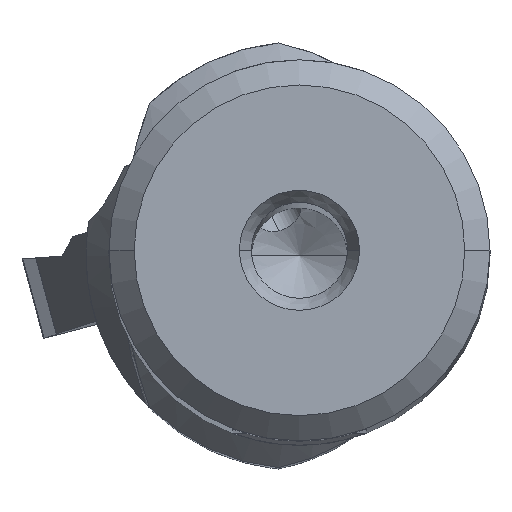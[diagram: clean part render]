
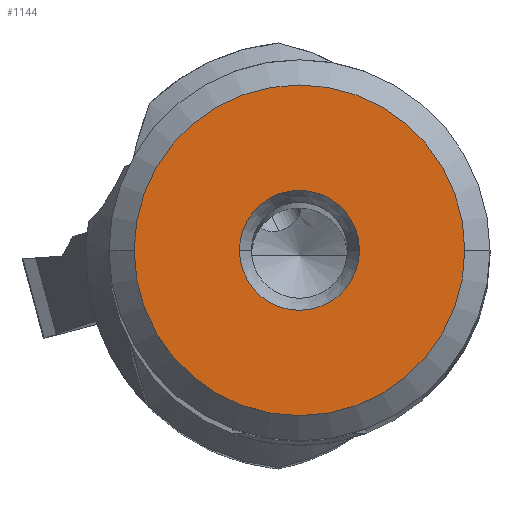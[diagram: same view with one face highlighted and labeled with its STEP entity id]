
A CAD part, top view. The second image highlights one B-rep face of the part: STEP entity #1144.
In plain terms, the highlighted planar face has unit normal (0, 0, 1).
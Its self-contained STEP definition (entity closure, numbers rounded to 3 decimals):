
#1144=ADVANCED_FACE('',(#1501,#1502),#1293,.T.);
#1293=PLANE('',#4341);
#1344=CIRCLE('',#4335,6.888);
#1345=CIRCLE('',#4337,6.888);
#1346=CIRCLE('',#4339,2.5);
#1347=CIRCLE('',#4340,2.5);
#1501=FACE_BOUND('',#1557,.T.);
#1502=FACE_BOUND('',#1558,.T.);
#1557=EDGE_LOOP('',(#1890,#1891));
#1558=EDGE_LOOP('',(#1892,#1893));
#1890=ORIENTED_EDGE('',*,*,#3049,.F.);
#1891=ORIENTED_EDGE('',*,*,#3046,.F.);
#1892=ORIENTED_EDGE('',*,*,#3050,.F.);
#1893=ORIENTED_EDGE('',*,*,#3051,.F.);
#2694=VERTEX_POINT('',#5849);
#2695=VERTEX_POINT('',#5850);
#2696=VERTEX_POINT('',#5857);
#2697=VERTEX_POINT('',#5858);
#3046=EDGE_CURVE('',#2694,#2695,#1344,.T.);
#3049=EDGE_CURVE('',#2695,#2694,#1345,.T.);
#3050=EDGE_CURVE('',#2696,#2697,#1346,.T.);
#3051=EDGE_CURVE('',#2697,#2696,#1347,.T.);
#4335=AXIS2_PLACEMENT_3D('',#5848,#4870,#4871);
#4337=AXIS2_PLACEMENT_3D('',#5854,#4876,#4877);
#4339=AXIS2_PLACEMENT_3D('',#5856,#4880,#4881);
#4340=AXIS2_PLACEMENT_3D('',#5859,#4882,#4883);
#4341=AXIS2_PLACEMENT_3D('',#5860,#4884,#4885);
#4870=DIRECTION('',(0.,0.,-1.));
#4871=DIRECTION('',(1.,0.,0.));
#4876=DIRECTION('',(0.,0.,-1.));
#4877=DIRECTION('',(-1.,0.,0.));
#4880=DIRECTION('',(0.,0.,1.));
#4881=DIRECTION('',(1.,0.,0.));
#4882=DIRECTION('',(0.,0.,1.));
#4883=DIRECTION('',(-1.,0.,0.));
#4884=DIRECTION('',(0.,0.,1.));
#4885=DIRECTION('',(-1.,0.,0.));
#5848=CARTESIAN_POINT('',(0.,0.,0.));
#5849=CARTESIAN_POINT('',(6.888,0.,0.));
#5850=CARTESIAN_POINT('',(-6.888,0.,0.));
#5854=CARTESIAN_POINT('',(0.,0.,0.));
#5856=CARTESIAN_POINT('',(0.,0.,0.));
#5857=CARTESIAN_POINT('',(2.5,0.,0.));
#5858=CARTESIAN_POINT('',(-2.5,0.,0.));
#5859=CARTESIAN_POINT('',(0.,0.,0.));
#5860=CARTESIAN_POINT('',(0.,0.,0.));
